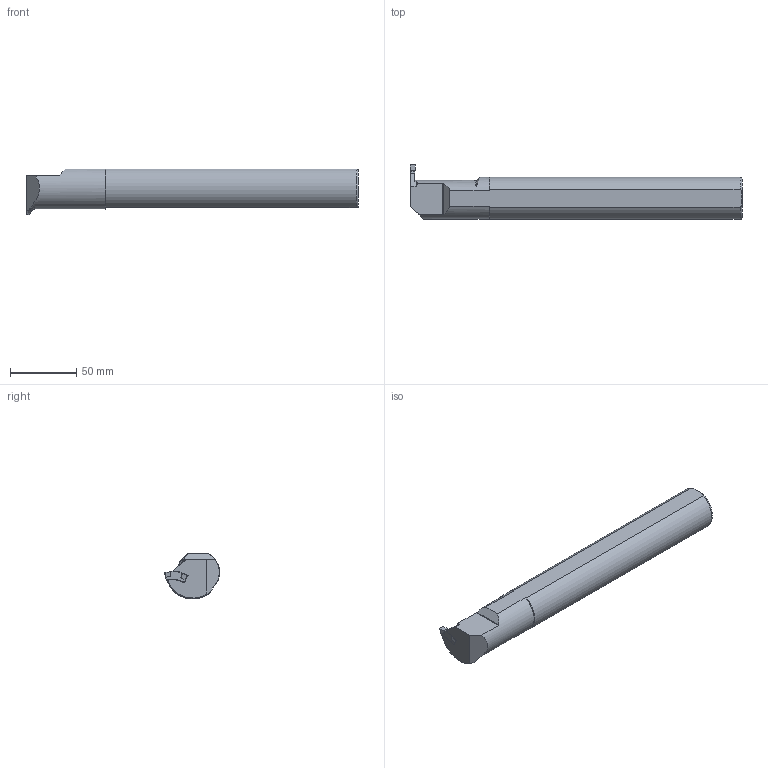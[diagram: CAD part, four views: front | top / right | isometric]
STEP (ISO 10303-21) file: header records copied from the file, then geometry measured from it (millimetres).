
FILE_DESCRIPTION(/* description */ (''),/* implementation_level */ '2;1');
FILE_NAME(/* name */ 'AIKT-ITG-L-32-4-T11-H.stp',/* time_stamp */ '2023-10-12T17:30:18+03:00',/* author */ (''),/* organization */ (''),/* preprocessor_version */ 'ST-DEVELOPER v19.4',/* originating_system */ 'SIEMENS PLM Software NX2306.3001',/* authorisation */ '');
FILE_SCHEMA (('AUTOMOTIVE_DESIGN { 1 0 10303 214 3 1 1 1 }'));
Length unit declared in the file: millimetre
Products named in the file (1): AIKT-ITG-R-32-4-T11-H_x_t_objects
Bounding box: 250 x 41.47 x 34.6 mm (x, y, z)
Volume: 188666.2 mm3; surface area: 26718.4 mm2
Topology: 2 solids, 2 shells, 74 faces, 201 edges, 131 vertices
Faces by surface type: plane 34, cylinder 30, cone 5, torus 4, bspline 1
Entity records: 2661 total; most frequent: CARTESIAN_POINT 764, ORIENTED_EDGE 402, DIRECTION 381, EDGE_CURVE 201, AXIS2_PLACEMENT_3D 141, VERTEX_POINT 131, LINE 99, VECTOR 99
